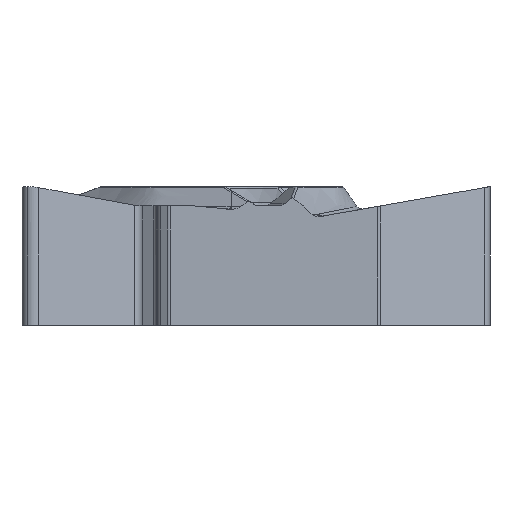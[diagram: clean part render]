
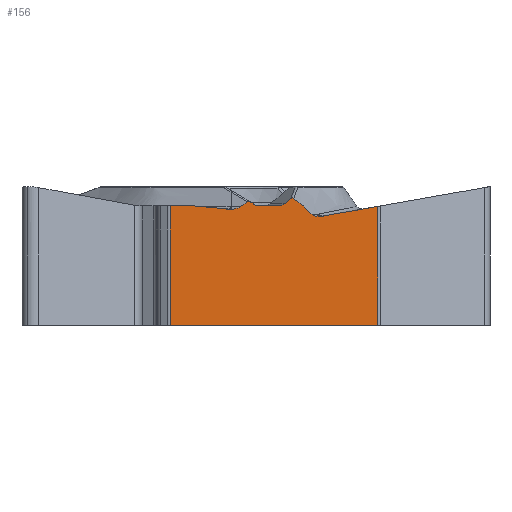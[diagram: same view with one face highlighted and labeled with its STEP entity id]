
A CAD part, left-side view. The second image highlights one B-rep face of the part: STEP entity #156.
In plain terms, the highlighted planar face has unit normal (-1, 0, 0).
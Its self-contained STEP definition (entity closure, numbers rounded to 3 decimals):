
#156=ADVANCED_FACE('',(#355),#311,.F.);
#311=PLANE('',#2611);
#355=FACE_OUTER_BOUND('',#505,.T.);
#505=EDGE_LOOP('',(#807,#808,#809,#810,#811,#812,#813,#814,#815,#816,#817,
#818,#819,#820,#821,#822,#823,#824,#825,#826));
#665=ELLIPSE('',#2606,0.309,0.3);
#666=ELLIPSE('',#2607,0.309,0.3);
#667=ELLIPSE('',#2608,0.149,0.1);
#668=ELLIPSE('',#2609,0.5,0.25);
#669=ELLIPSE('',#2610,0.5,0.25);
#704=CIRCLE('',#2605,0.5);
#807=ORIENTED_EDGE('',*,*,#1803,.F.);
#808=ORIENTED_EDGE('',*,*,#1804,.T.);
#809=ORIENTED_EDGE('',*,*,#1805,.T.);
#810=ORIENTED_EDGE('',*,*,#1806,.T.);
#811=ORIENTED_EDGE('',*,*,#1807,.T.);
#812=ORIENTED_EDGE('',*,*,#1808,.T.);
#813=ORIENTED_EDGE('',*,*,#1809,.F.);
#814=ORIENTED_EDGE('',*,*,#1810,.F.);
#815=ORIENTED_EDGE('',*,*,#1811,.T.);
#816=ORIENTED_EDGE('',*,*,#1812,.T.);
#817=ORIENTED_EDGE('',*,*,#1813,.T.);
#818=ORIENTED_EDGE('',*,*,#1814,.T.);
#819=ORIENTED_EDGE('',*,*,#1815,.T.);
#820=ORIENTED_EDGE('',*,*,#1816,.F.);
#821=ORIENTED_EDGE('',*,*,#1817,.T.);
#822=ORIENTED_EDGE('',*,*,#1818,.T.);
#823=ORIENTED_EDGE('',*,*,#1819,.T.);
#824=ORIENTED_EDGE('',*,*,#1820,.T.);
#825=ORIENTED_EDGE('',*,*,#1821,.T.);
#826=ORIENTED_EDGE('',*,*,#1822,.T.);
#1571=VERTEX_POINT('',#3958);
#1572=VERTEX_POINT('',#3959);
#1573=VERTEX_POINT('',#3961);
#1574=VERTEX_POINT('',#3963);
#1575=VERTEX_POINT('',#3965);
#1576=VERTEX_POINT('',#3967);
#1577=VERTEX_POINT('',#3978);
#1578=VERTEX_POINT('',#3986);
#1579=VERTEX_POINT('',#4000);
#1580=VERTEX_POINT('',#4002);
#1581=VERTEX_POINT('',#4004);
#1582=VERTEX_POINT('',#4006);
#1583=VERTEX_POINT('',#4008);
#1584=VERTEX_POINT('',#4010);
#1585=VERTEX_POINT('',#4012);
#1586=VERTEX_POINT('',#4014);
#1587=VERTEX_POINT('',#4016);
#1588=VERTEX_POINT('',#4018);
#1589=VERTEX_POINT('',#4020);
#1590=VERTEX_POINT('',#4022);
#1803=EDGE_CURVE('',#1571,#1572,#2185,.T.);
#1804=EDGE_CURVE('',#1571,#1573,#2186,.T.);
#1805=EDGE_CURVE('',#1573,#1574,#2187,.T.);
#1806=EDGE_CURVE('',#1574,#1575,#704,.T.);
#1807=EDGE_CURVE('',#1575,#1576,#2188,.T.);
#1808=EDGE_CURVE('',#1576,#1577,#2493,.T.);
#1809=EDGE_CURVE('',#1578,#1577,#2494,.T.);
#1810=EDGE_CURVE('',#1579,#1578,#2495,.T.);
#1811=EDGE_CURVE('',#1579,#1580,#2189,.T.);
#1812=EDGE_CURVE('',#1580,#1581,#665,.T.);
#1813=EDGE_CURVE('',#1581,#1582,#2190,.T.);
#1814=EDGE_CURVE('',#1582,#1583,#666,.T.);
#1815=EDGE_CURVE('',#1583,#1584,#2191,.T.);
#1816=EDGE_CURVE('',#1585,#1584,#667,.T.);
#1817=EDGE_CURVE('',#1585,#1586,#2192,.T.);
#1818=EDGE_CURVE('',#1586,#1587,#668,.T.);
#1819=EDGE_CURVE('',#1587,#1588,#669,.T.);
#1820=EDGE_CURVE('',#1588,#1589,#2193,.T.);
#1821=EDGE_CURVE('',#1589,#1590,#2194,.T.);
#1822=EDGE_CURVE('',#1590,#1572,#2195,.T.);
#2185=LINE('',#3957,#2335);
#2186=LINE('',#3960,#2336);
#2187=LINE('',#3962,#2337);
#2188=LINE('',#3966,#2338);
#2189=LINE('',#4001,#2339);
#2190=LINE('',#4005,#2340);
#2191=LINE('',#4009,#2341);
#2192=LINE('',#4013,#2342);
#2193=LINE('',#4019,#2343);
#2194=LINE('',#4021,#2344);
#2195=LINE('',#4023,#2345);
#2335=VECTOR('',#2866,1.);
#2336=VECTOR('',#2867,1.);
#2337=VECTOR('',#2868,1.);
#2338=VECTOR('',#2871,1.);
#2339=VECTOR('',#2872,1.);
#2340=VECTOR('',#2875,1.);
#2341=VECTOR('',#2878,1.);
#2342=VECTOR('',#2881,1.);
#2343=VECTOR('',#2886,1.);
#2344=VECTOR('',#2887,1.);
#2345=VECTOR('',#2888,1.);
#2493=B_SPLINE_CURVE_WITH_KNOTS('',3,(#3968,#3969,#3970,#3971,#3972,#3973,
#3974,#3975,#3976,#3977),.UNSPECIFIED.,.F.,.F.,(4,3,3,4),(0.,0.468,
0.916,1.),.UNSPECIFIED.);
#2494=B_SPLINE_CURVE_WITH_KNOTS('',3,(#3979,#3980,#3981,#3982,#3983,#3984,
#3985),.UNSPECIFIED.,.F.,.F.,(4,3,4),(0.,0.403,1.),
 .UNSPECIFIED.);
#2495=B_SPLINE_CURVE_WITH_KNOTS('',3,(#3987,#3988,#3989,#3990,#3991,#3992,
#3993,#3994,#3995,#3996,#3997,#3998,#3999),.UNSPECIFIED.,.F.,.F.,(4,3,3,
3,4),(0.,0.265,0.53,0.788,1.),
 .UNSPECIFIED.);
#2605=AXIS2_PLACEMENT_3D('',#3964,#2869,#2870);
#2606=AXIS2_PLACEMENT_3D('',#4003,#2873,#2874);
#2607=AXIS2_PLACEMENT_3D('',#4007,#2876,#2877);
#2608=AXIS2_PLACEMENT_3D('',#4011,#2879,#2880);
#2609=AXIS2_PLACEMENT_3D('',#4015,#2882,#2883);
#2610=AXIS2_PLACEMENT_3D('',#4017,#2884,#2885);
#2611=AXIS2_PLACEMENT_3D('',#4024,#2889,#2890);
#2866=DIRECTION('',(0.,1.,0.));
#2867=DIRECTION('',(0.,0.,1.));
#2868=DIRECTION('',(0.,0.985,-0.174));
#2869=DIRECTION('',(1.,0.,0.));
#2870=DIRECTION('',(0.,1.,0.));
#2871=DIRECTION('',(0.,1.,0.));
#2872=DIRECTION('',(0.,0.775,-0.631));
#2873=DIRECTION('',(1.,0.,0.));
#2874=DIRECTION('',(0.,1.,0.));
#2875=DIRECTION('',(0.,1.,0.));
#2876=DIRECTION('',(1.,0.,0.));
#2877=DIRECTION('',(0.,1.,0.));
#2878=DIRECTION('',(0.,0.775,0.631));
#2879=DIRECTION('',(1.,0.,0.));
#2880=DIRECTION('',(0.,-0.858,-0.514));
#2881=DIRECTION('',(0.,0.814,-0.581));
#2882=DIRECTION('',(1.,0.,0.));
#2883=DIRECTION('',(0.,-1.,0.));
#2884=DIRECTION('',(1.,0.,0.));
#2885=DIRECTION('',(0.,-1.,0.));
#2886=DIRECTION('',(0.,0.996,0.088));
#2887=DIRECTION('',(0.,1.,0.));
#2888=DIRECTION('',(0.,0.,-1.));
#2889=DIRECTION('',(1.,0.,0.));
#2890=DIRECTION('',(0.,1.,0.));
#3957=CARTESIAN_POINT('',(-6.35,4.96,-5.56));
#3958=CARTESIAN_POINT('',(-6.35,-6.169,-5.56));
#3959=CARTESIAN_POINT('',(-6.35,2.562,-5.56));
#3960=CARTESIAN_POINT('',(-6.35,-6.169,25.));
#3961=CARTESIAN_POINT('',(-6.35,-6.169,-0.552));
#3962=CARTESIAN_POINT('',(-6.35,-4.556,-0.837));
#3963=CARTESIAN_POINT('',(-6.35,-3.899,-0.952));
#3964=CARTESIAN_POINT('',(-6.35,-3.812,-0.46));
#3965=CARTESIAN_POINT('',(-6.35,-3.812,-0.96));
#3966=CARTESIAN_POINT('',(-6.35,0.,-0.96));
#3967=CARTESIAN_POINT('',(-6.35,-3.609,-0.96));
#3968=CARTESIAN_POINT('',(-6.35,-3.609,-0.96));
#3969=CARTESIAN_POINT('',(-6.35,-3.575,-0.96));
#3970=CARTESIAN_POINT('',(-6.35,-3.54,-0.954));
#3971=CARTESIAN_POINT('',(-6.35,-3.509,-0.942));
#3972=CARTESIAN_POINT('',(-6.35,-3.478,-0.931));
#3973=CARTESIAN_POINT('',(-6.35,-3.449,-0.914));
#3974=CARTESIAN_POINT('',(-6.35,-3.425,-0.893));
#3975=CARTESIAN_POINT('',(-6.35,-3.42,-0.889));
#3976=CARTESIAN_POINT('',(-6.35,-3.415,-0.885));
#3977=CARTESIAN_POINT('',(-6.35,-3.411,-0.88));
#3978=CARTESIAN_POINT('',(-6.35,-3.411,-0.88));
#3979=CARTESIAN_POINT('',(-6.35,-2.636,-0.216));
#3980=CARTESIAN_POINT('',(-6.35,-2.746,-0.297));
#3981=CARTESIAN_POINT('',(-6.35,-2.855,-0.382));
#3982=CARTESIAN_POINT('',(-6.35,-2.96,-0.47));
#3983=CARTESIAN_POINT('',(-6.35,-3.116,-0.6));
#3984=CARTESIAN_POINT('',(-6.35,-3.267,-0.737));
#3985=CARTESIAN_POINT('',(-6.35,-3.411,-0.88));
#3986=CARTESIAN_POINT('',(-6.35,-2.636,-0.216));
#3987=CARTESIAN_POINT('',(-6.35,-2.515,-0.22));
#3988=CARTESIAN_POINT('',(-6.35,-2.524,-0.213));
#3989=CARTESIAN_POINT('',(-6.35,-2.534,-0.207));
#3990=CARTESIAN_POINT('',(-6.35,-2.545,-0.203));
#3991=CARTESIAN_POINT('',(-6.35,-2.556,-0.199));
#3992=CARTESIAN_POINT('',(-6.35,-2.567,-0.197));
#3993=CARTESIAN_POINT('',(-6.35,-2.579,-0.197));
#3994=CARTESIAN_POINT('',(-6.35,-2.59,-0.197));
#3995=CARTESIAN_POINT('',(-6.35,-2.601,-0.199));
#3996=CARTESIAN_POINT('',(-6.35,-2.611,-0.203));
#3997=CARTESIAN_POINT('',(-6.35,-2.62,-0.206));
#3998=CARTESIAN_POINT('',(-6.35,-2.628,-0.21));
#3999=CARTESIAN_POINT('',(-6.35,-2.636,-0.216));
#4000=CARTESIAN_POINT('',(-6.35,-2.515,-0.22));
#4001=CARTESIAN_POINT('',(-6.35,-13.351,8.602));
#4002=CARTESIAN_POINT('',(-6.35,-2.233,-0.45));
#4003=CARTESIAN_POINT('',(-6.35,-2.034,-0.22));
#4004=CARTESIAN_POINT('',(-6.35,-2.034,-0.52));
#4005=CARTESIAN_POINT('',(-6.35,0.,-0.52));
#4006=CARTESIAN_POINT('',(-6.35,-1.132,-0.52));
#4007=CARTESIAN_POINT('',(-6.35,-1.132,-0.22));
#4008=CARTESIAN_POINT('',(-6.35,-0.934,-0.45));
#4009=CARTESIAN_POINT('',(-6.35,12.088,10.152));
#4010=CARTESIAN_POINT('',(-6.35,-0.863,-0.392));
#4011=CARTESIAN_POINT('',(-6.35,-0.786,-0.46));
#4012=CARTESIAN_POINT('',(-6.35,-0.678,-0.363));
#4013=CARTESIAN_POINT('',(-6.35,-12.224,7.882));
#4014=CARTESIAN_POINT('',(-6.35,-0.403,-0.559));
#4015=CARTESIAN_POINT('',(-6.35,0.006,-0.416));
#4016=CARTESIAN_POINT('',(-6.35,0.,-0.666));
#4017=CARTESIAN_POINT('',(-6.35,0.006,-0.416));
#4018=CARTESIAN_POINT('',(-6.35,0.093,-0.662));
#4019=CARTESIAN_POINT('',(-6.35,7.167,-0.038));
#4020=CARTESIAN_POINT('',(-6.35,1.589,-0.53));
#4021=CARTESIAN_POINT('',(-6.35,4.96,-0.53));
#4022=CARTESIAN_POINT('',(-6.35,2.562,-0.53));
#4023=CARTESIAN_POINT('',(-6.35,2.562,25.));
#4024=CARTESIAN_POINT('',(-6.35,4.96,25.));
